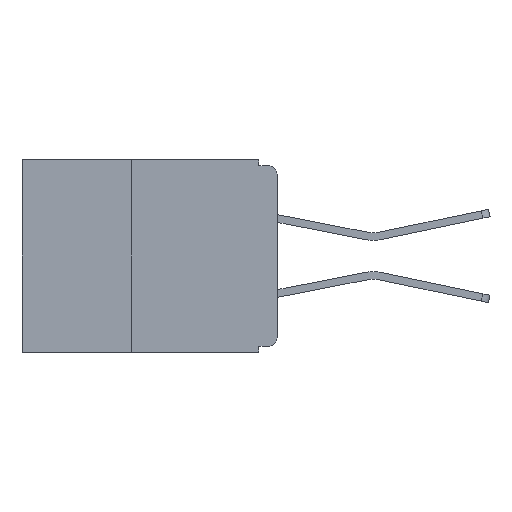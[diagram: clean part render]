
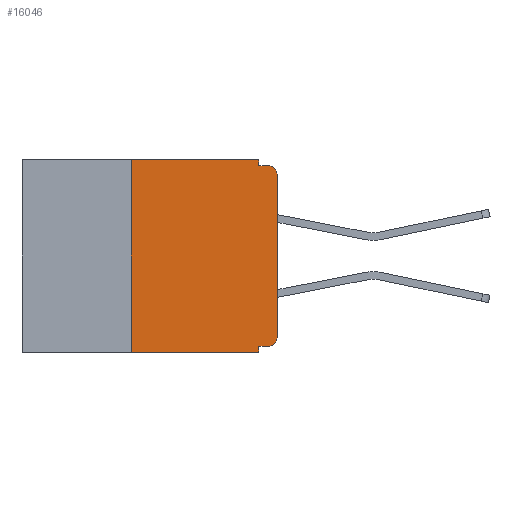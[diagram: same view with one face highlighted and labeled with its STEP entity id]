
A CAD part, left-side view. The second image highlights one B-rep face of the part: STEP entity #16046.
In plain terms, the highlighted planar face has unit normal (-1, 0, 0).
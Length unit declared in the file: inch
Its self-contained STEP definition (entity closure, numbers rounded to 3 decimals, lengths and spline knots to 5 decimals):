
#2 = EDGE_CURVE ( 'NONE', #10035, #21767, #21715, .T. ) ;
#412 = EDGE_CURVE ( 'NONE', #18925, #20782, #3875, .T. ) ;
#874 = DIRECTION ( 'NONE',  ( -1., 0., 0. ) ) ;
#1380 = ORIENTED_EDGE ( 'NONE', *, *, #2, .T. ) ;
#1487 = VECTOR ( 'NONE', #12714, 39.37008 ) ;
#1517 = LINE ( 'NONE', #1811, #10562 ) ;
#1587 = LINE ( 'NONE', #8732, #6415 ) ;
#1600 = DIRECTION ( 'NONE',  ( 0., 0., 1. ) ) ;
#1685 = CARTESIAN_POINT ( 'NONE',  ( 0., 0.031, -0.01 ) ) ;
#1811 = CARTESIAN_POINT ( 'NONE',  ( 0., 0., -0.01 ) ) ;
#1816 = LINE ( 'NONE', #14071, #20262 ) ;
#1903 = CARTESIAN_POINT ( 'NONE',  ( 0., 0.437, -0.33 ) ) ;
#2200 = PLANE ( 'NONE',  #15938 ) ;
#3625 = DIRECTION ( 'NONE',  ( 0., -1., 0. ) ) ;
#3875 = LINE ( 'NONE', #19497, #8085 ) ;
#3929 = FACE_OUTER_BOUND ( 'NONE', #11687, .T. ) ;
#4027 = DIRECTION ( 'NONE',  ( 0., 0., -1. ) ) ;
#4180 = CARTESIAN_POINT ( 'NONE',  ( 0., 0.031, -0.33 ) ) ;
#4576 = CARTESIAN_POINT ( 'NONE',  ( 0., 0., 0. ) ) ;
#4974 = CARTESIAN_POINT ( 'NONE',  ( 0., 0.015, -0.305 ) ) ;
#5295 = VECTOR ( 'NONE', #1600, 39.37008 ) ;
#5864 = LINE ( 'NONE', #17573, #5295 ) ;
#6088 = LINE ( 'NONE', #4576, #15043 ) ;
#6411 = LINE ( 'NONE', #15187, #11198 ) ;
#6415 = VECTOR ( 'NONE', #21131, 39.37008 ) ;
#6752 = CIRCLE ( 'NONE', #20201, 0.015 ) ;
#6798 = DIRECTION ( 'NONE',  ( 0., 0., -1. ) ) ;
#6993 = EDGE_CURVE ( 'NONE', #16685, #22125, #6411, .T. ) ;
#7347 = CARTESIAN_POINT ( 'NONE',  ( 0., 0., -0.305 ) ) ;
#7661 = EDGE_CURVE ( 'NONE', #21774, #10035, #6088, .T. ) ;
#7784 = CARTESIAN_POINT ( 'NONE',  ( 0., 0.015, -0.025 ) ) ;
#7829 = EDGE_CURVE ( 'NONE', #20782, #21912, #1816, .T. ) ;
#8085 = VECTOR ( 'NONE', #10944, 39.37008 ) ;
#8324 = CARTESIAN_POINT ( 'NONE',  ( 0., 0.031, 0. ) ) ;
#8429 = DIRECTION ( 'NONE',  ( 0., 0., -1. ) ) ;
#8732 = CARTESIAN_POINT ( 'NONE',  ( 0., 0.031, 0. ) ) ;
#9029 = ORIENTED_EDGE ( 'NONE', *, *, #6993, .F. ) ;
#10035 = VERTEX_POINT ( 'NONE', #17234 ) ;
#10089 = DIRECTION ( 'NONE',  ( 0., 0., 1. ) ) ;
#10093 = ORIENTED_EDGE ( 'NONE', *, *, #412, .F. ) ;
#10118 = ORIENTED_EDGE ( 'NONE', *, *, #20429, .F. ) ;
#10562 = VECTOR ( 'NONE', #3625, 39.37008 ) ;
#10944 = DIRECTION ( 'NONE',  ( 0., 1., 0. ) ) ;
#11198 = VECTOR ( 'NONE', #18710, 39.37008 ) ;
#11687 = EDGE_LOOP ( 'NONE', ( #15995, #1380, #19256, #10118, #9029, #17086, #18711, #12101, #10093, #22379 ) ) ;
#12101 = ORIENTED_EDGE ( 'NONE', *, *, #7829, .F. ) ;
#12714 = DIRECTION ( 'NONE',  ( 0., -1., 0. ) ) ;
#12775 = CARTESIAN_POINT ( 'NONE',  ( 0., 0.015, -0.01 ) ) ;
#13047 = VERTEX_POINT ( 'NONE', #1685 ) ;
#13053 = CARTESIAN_POINT ( 'NONE',  ( 0., 0.25, 0. ) ) ;
#13677 = EDGE_CURVE ( 'NONE', #14436, #21912, #20498, .T. ) ;
#14071 = CARTESIAN_POINT ( 'NONE',  ( 0., 0.031, -0.33 ) ) ;
#14141 = DIRECTION ( 'NONE',  ( 0., 0., -1. ) ) ;
#14436 = VERTEX_POINT ( 'NONE', #17299 ) ;
#14783 = DIRECTION ( 'NONE',  ( 1., 0., 0. ) ) ;
#15043 = VECTOR ( 'NONE', #10089, 39.37008 ) ;
#15187 = CARTESIAN_POINT ( 'NONE',  ( 0., 0.437, 0. ) ) ;
#15938 = AXIS2_PLACEMENT_3D ( 'NONE', #20028, #14783, #4027 ) ;
#15995 = ORIENTED_EDGE ( 'NONE', *, *, #7661, .T. ) ;
#16046 = ADVANCED_FACE ( 'NONE', ( #3929 ), #2200, .F. ) ;
#16333 = EDGE_CURVE ( 'NONE', #18925, #21774, #6752, .T. ) ;
#16685 = VERTEX_POINT ( 'NONE', #13053 ) ;
#16747 = CARTESIAN_POINT ( 'NONE',  ( 0., 0.031, -0.32 ) ) ;
#17049 = EDGE_CURVE ( 'NONE', #14436, #16685, #5864, .T. ) ;
#17086 = ORIENTED_EDGE ( 'NONE', *, *, #17049, .F. ) ;
#17234 = CARTESIAN_POINT ( 'NONE',  ( 0., 0., -0.025 ) ) ;
#17299 = CARTESIAN_POINT ( 'NONE',  ( 0., 0.25, -0.33 ) ) ;
#17440 = DIRECTION ( 'NONE',  ( -1., 0., 0. ) ) ;
#17573 = CARTESIAN_POINT ( 'NONE',  ( 0., 0.25, -0.33 ) ) ;
#18710 = DIRECTION ( 'NONE',  ( 0., -1., 0. ) ) ;
#18711 = ORIENTED_EDGE ( 'NONE', *, *, #13677, .T. ) ;
#18925 = VERTEX_POINT ( 'NONE', #20695 ) ;
#19256 = ORIENTED_EDGE ( 'NONE', *, *, #21730, .F. ) ;
#19497 = CARTESIAN_POINT ( 'NONE',  ( 0., 0., -0.32 ) ) ;
#20028 = CARTESIAN_POINT ( 'NONE',  ( 0., 0.437, 0. ) ) ;
#20201 = AXIS2_PLACEMENT_3D ( 'NONE', #4974, #17440, #6798 ) ;
#20262 = VECTOR ( 'NONE', #14141, 39.37008 ) ;
#20429 = EDGE_CURVE ( 'NONE', #22125, #13047, #1587, .T. ) ;
#20498 = LINE ( 'NONE', #1903, #1487 ) ;
#20606 = AXIS2_PLACEMENT_3D ( 'NONE', #7784, #874, #8429 ) ;
#20695 = CARTESIAN_POINT ( 'NONE',  ( 0., 0.015, -0.32 ) ) ;
#20782 = VERTEX_POINT ( 'NONE', #16747 ) ;
#21131 = DIRECTION ( 'NONE',  ( 0., 0., -1. ) ) ;
#21715 = CIRCLE ( 'NONE', #20606, 0.015 ) ;
#21730 = EDGE_CURVE ( 'NONE', #13047, #21767, #1517, .T. ) ;
#21767 = VERTEX_POINT ( 'NONE', #12775 ) ;
#21774 = VERTEX_POINT ( 'NONE', #7347 ) ;
#21912 = VERTEX_POINT ( 'NONE', #4180 ) ;
#22125 = VERTEX_POINT ( 'NONE', #8324 ) ;
#22379 = ORIENTED_EDGE ( 'NONE', *, *, #16333, .T. ) ;
